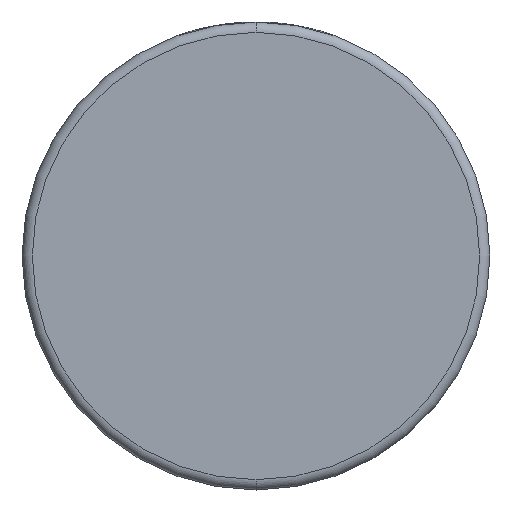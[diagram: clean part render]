
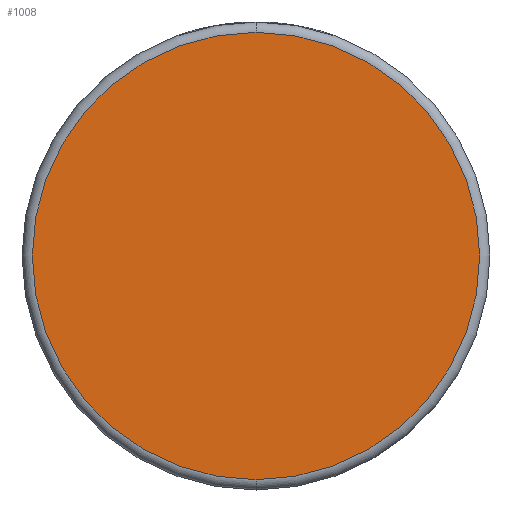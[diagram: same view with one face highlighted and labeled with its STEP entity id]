
A CAD part, front view. The second image highlights one B-rep face of the part: STEP entity #1008.
In plain terms, the highlighted planar face has unit normal (0, -1, 0).
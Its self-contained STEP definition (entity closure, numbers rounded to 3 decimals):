
#754 = DIRECTION ( 'NONE',  ( 0., 0., 1. ) ) ;
#781 = ORIENTED_EDGE ( 'NONE', *, *, #2649, .T. ) ;
#1008 = ADVANCED_FACE ( 'NONE', ( #2176 ), #1307, .F. ) ;
#1127 = ORIENTED_EDGE ( 'NONE', *, *, #2622, .T. ) ;
#1307 = PLANE ( 'NONE',  #2342 ) ;
#1676 = DIRECTION ( 'NONE',  ( 0., -1., 0. ) ) ;
#1693 = DIRECTION ( 'NONE',  ( 0., -1., 0. ) ) ;
#1997 = CARTESIAN_POINT ( 'NONE',  ( 0., 0., 0. ) ) ;
#2076 = CIRCLE ( 'NONE', #3368, 43.5 ) ;
#2176 = FACE_OUTER_BOUND ( 'NONE', #4033, .T. ) ;
#2265 = VERTEX_POINT ( 'NONE', #3160 ) ;
#2291 = VERTEX_POINT ( 'NONE', #2865 ) ;
#2342 = AXIS2_PLACEMENT_3D ( 'NONE', #2946, #3956, #754 ) ;
#2622 = EDGE_CURVE ( 'NONE', #2265, #2291, #2076, .T. ) ;
#2649 = EDGE_CURVE ( 'NONE', #2291, #2265, #4141, .T. ) ;
#2865 = CARTESIAN_POINT ( 'NONE',  ( 0., 0., -43.5 ) ) ;
#2946 = CARTESIAN_POINT ( 'NONE',  ( 0., 0., 0. ) ) ;
#2971 = CARTESIAN_POINT ( 'NONE',  ( 0., 0., 0. ) ) ;
#3160 = CARTESIAN_POINT ( 'NONE',  ( 0., 0., 43.5 ) ) ;
#3368 = AXIS2_PLACEMENT_3D ( 'NONE', #2971, #1676, #3594 ) ;
#3594 = DIRECTION ( 'NONE',  ( 0., 0., 1. ) ) ;
#3595 = AXIS2_PLACEMENT_3D ( 'NONE', #1997, #1693, #3937 ) ;
#3937 = DIRECTION ( 'NONE',  ( 0., 0., 1. ) ) ;
#3956 = DIRECTION ( 'NONE',  ( 0., 1., 0. ) ) ;
#4033 = EDGE_LOOP ( 'NONE', ( #1127, #781 ) ) ;
#4141 = CIRCLE ( 'NONE', #3595, 43.5 ) ;
